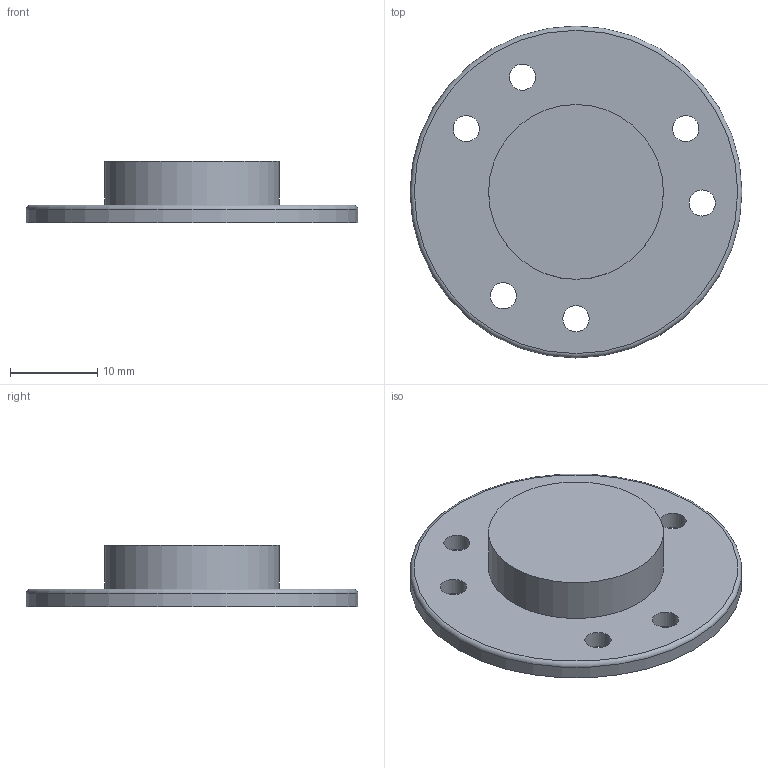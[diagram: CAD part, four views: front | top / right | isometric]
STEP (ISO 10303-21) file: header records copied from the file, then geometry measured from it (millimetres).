
FILE_DESCRIPTION(/* description */ (''),/* implementation_level */ '2;1');
FILE_NAME(/* name */ 'encode_top_ipt_f9d9b40b.STEP',/* time_stamp */ '2022-12-24T23:19:11+02:00',/* author */ ('lenovo'),/* organization */ (''),/* preprocessor_version */ 'ST-DEVELOPER v17',/* originating_system */ 'Autodesk Inventor 2019',/* authorisation */ '');
FILE_SCHEMA (('AUTOMOTIVE_DESIGN { 1 0 10303 214 3 1 1 }'));
Length unit declared in the file: millimetre
Products named in the file (1): encode_top
Bounding box: 38 x 38 x 7 mm (x, y, z)
Volume: 3748.1 mm3; surface area: 2823.8 mm2
Topology: 1 solids, 1 shells, 12 faces, 40 edges, 31 vertices
Faces by surface type: cylinder 8, plane 3, torus 1
Full cylindrical faces by diameter (mm): 2.99 x3, 3 x3, 20 x1, 38 x1
Entity records: 550 total; most frequent: DIRECTION 98, CARTESIAN_POINT 84, ORIENTED_EDGE 80, AXIS2_PLACEMENT_3D 45, EDGE_CURVE 40, CIRCLE 32, VERTEX_POINT 31, EDGE_LOOP 25
